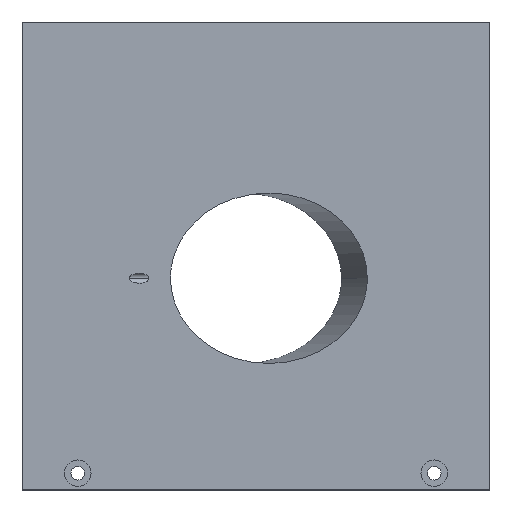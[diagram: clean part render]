
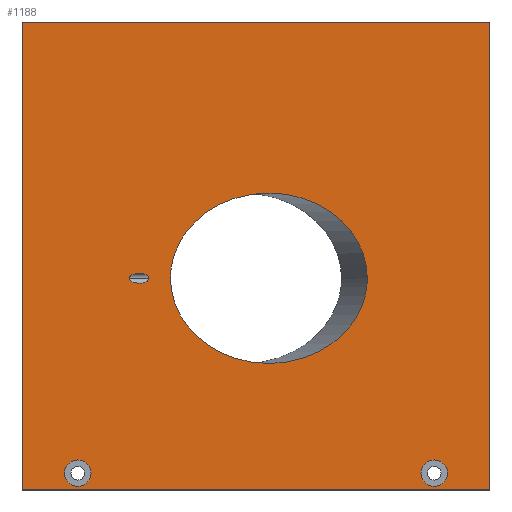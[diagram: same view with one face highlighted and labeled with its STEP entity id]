
A CAD part, top view. The second image highlights one B-rep face of the part: STEP entity #1188.
In plain terms, the highlighted planar face has unit normal (0, 0, 1).
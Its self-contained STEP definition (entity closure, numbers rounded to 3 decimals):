
#5 = ORIENTED_EDGE ( 'NONE', *, *, #1174, .F. ) ;
#6 = CARTESIAN_POINT ( 'NONE',  ( -22.778, -4., 8. ) ) ;
#19 = EDGE_CURVE ( 'NONE', #69, #368, #831, .T. ) ;
#33 = AXIS2_PLACEMENT_3D ( 'NONE', #1050, #177, #457 ) ;
#50 = FACE_OUTER_BOUND ( 'NONE', #83, .T. ) ;
#58 = FACE_BOUND ( 'NONE', #63, .T. ) ;
#63 = EDGE_LOOP ( 'NONE', ( #1173, #607 ) ) ;
#69 = VERTEX_POINT ( 'NONE', #232 ) ;
#73 = VERTEX_POINT ( 'NONE', #515 ) ;
#82 = EDGE_LOOP ( 'NONE', ( #1157, #5 ) ) ;
#83 = EDGE_LOOP ( 'NONE', ( #554, #155, #603, #912 ) ) ;
#97 = CIRCLE ( 'NONE', #570, 2.381 ) ;
#125 = VERTEX_POINT ( 'NONE', #188 ) ;
#143 = VERTEX_POINT ( 'NONE', #550 ) ;
#150 = VERTEX_POINT ( 'NONE', #1153 ) ;
#151 = CARTESIAN_POINT ( 'NONE',  ( -22.778, -4., 8. ) ) ;
#155 = ORIENTED_EDGE ( 'NONE', *, *, #513, .T. ) ;
#158 = ORIENTED_EDGE ( 'NONE', *, *, #846, .F. ) ;
#162 = DIRECTION ( 'NONE',  ( 0., -1., 0. ) ) ;
#164 = CARTESIAN_POINT ( 'NONE',  ( -19.222, -4., 8. ) ) ;
#168 = CARTESIAN_POINT ( 'NONE',  ( -29.619, -39., 8. ) ) ;
#177 = DIRECTION ( 'NONE',  ( 0., 0., 1. ) ) ;
#188 = CARTESIAN_POINT ( 'NONE',  ( -34.381, -39., 8. ) ) ;
#207 = VERTEX_POINT ( 'NONE', #877 ) ;
#232 = CARTESIAN_POINT ( 'NONE',  ( -42., 42., 8. ) ) ;
#244 = ORIENTED_EDGE ( 'NONE', *, *, #1100, .F. ) ;
#251 = FACE_BOUND ( 'NONE', #1213, .T. ) ;
#263 = FACE_BOUND ( 'NONE', #343, .T. ) ;
#268 = CARTESIAN_POINT ( 'NONE',  ( 29.619, -39., 8. ) ) ;
#271 = CARTESIAN_POINT ( 'NONE',  ( -19.222, -2.222, 8. ) ) ;
#278 = LINE ( 'NONE', #647, #651 ) ;
#311 = VERTEX_POINT ( 'NONE', #168 ) ;
#323 = VERTEX_POINT ( 'NONE', #811 ) ;
#329 = VECTOR ( 'NONE', #162, 1000. ) ;
#341 = CARTESIAN_POINT ( 'NONE',  ( 34.381, -39., 8. ) ) ;
#343 = EDGE_LOOP ( 'NONE', ( #158, #1091 ) ) ;
#346 = CARTESIAN_POINT ( 'NONE',  ( -19.222, -4., 8. ) ) ;
#368 = VERTEX_POINT ( 'NONE', #806 ) ;
#379 = EDGE_CURVE ( 'NONE', #616, #73, #621, .T. ) ;
#400 = EDGE_CURVE ( 'NONE', #411, #833, #668, .T. ) ;
#409 = DIRECTION ( 'NONE',  ( 0., 0., 1. ) ) ;
#411 = VERTEX_POINT ( 'NONE', #268 ) ;
#423 = DIRECTION ( 'NONE',  ( 1., 0., 0. ) ) ;
#436 = CARTESIAN_POINT ( 'NONE',  ( -22.778, -2.222, 8. ) ) ;
#447 = CARTESIAN_POINT ( 'NONE',  ( -42., 42., 8. ) ) ;
#452 = CARTESIAN_POINT ( 'NONE',  ( -32., -39., 8. ) ) ;
#457 = DIRECTION ( 'NONE',  ( 1., 0., 0. ) ) ;
#477 = CIRCLE ( 'NONE', #1182, 2.381 ) ;
#480 = EDGE_CURVE ( 'NONE', #150, #207, #278, .T. ) ;
#497 = CARTESIAN_POINT ( 'NONE',  ( -32., -39., 8. ) ) ;
#513 = EDGE_CURVE ( 'NONE', #207, #69, #754, .T. ) ;
#515 = CARTESIAN_POINT ( 'NONE',  ( -19.222, -4., 8. ) ) ;
#530 = CARTESIAN_POINT ( 'NONE',  ( 19.976, -34.6, 8. ) ) ;
#550 = CARTESIAN_POINT ( 'NONE',  ( -15.358, -4., 8. ) ) ;
#554 = ORIENTED_EDGE ( 'NONE', *, *, #480, .T. ) ;
#558 = AXIS2_PLACEMENT_3D ( 'NONE', #452, #928, #830 ) ;
#564 = DIRECTION ( 'NONE',  ( -1., 0., 0. ) ) ;
#570 = AXIS2_PLACEMENT_3D ( 'NONE', #497, #698, #423 ) ;
#582 =( BOUNDED_CURVE ( )  B_SPLINE_CURVE ( 3, ( #164, #271, #436, #729 ),
 .UNSPECIFIED., .F., .T. ) 
 B_SPLINE_CURVE_WITH_KNOTS ( ( 4, 4 ),
 ( 3.142, 6.283 ),
 .UNSPECIFIED. ) 
 CURVE ( )  GEOMETRIC_REPRESENTATION_ITEM ( )  RATIONAL_B_SPLINE_CURVE ( ( 1., 0.333, 0.333, 1. ) ) 
 REPRESENTATION_ITEM ( '' )  );
#584 = VECTOR ( 'NONE', #564, 1000. ) ;
#603 = ORIENTED_EDGE ( 'NONE', *, *, #19, .T. ) ;
#607 = ORIENTED_EDGE ( 'NONE', *, *, #838, .F. ) ;
#616 = VERTEX_POINT ( 'NONE', #6 ) ;
#618 = FACE_BOUND ( 'NONE', #82, .T. ) ;
#621 =( BOUNDED_CURVE ( )  B_SPLINE_CURVE ( 3, ( #151, #1001, #927, #346 ),
 .UNSPECIFIED., .F., .T. ) 
 B_SPLINE_CURVE_WITH_KNOTS ( ( 4, 4 ),
 ( 0., 3.142 ),
 .UNSPECIFIED. ) 
 CURVE ( )  GEOMETRIC_REPRESENTATION_ITEM ( )  RATIONAL_B_SPLINE_CURVE ( ( 1., 0.333, 0.333, 1. ) ) 
 REPRESENTATION_ITEM ( '' )  );
#626 = CARTESIAN_POINT ( 'NONE',  ( 0., 0., 8. ) ) ;
#634 = DIRECTION ( 'NONE',  ( 1., 0., 0. ) ) ;
#647 = CARTESIAN_POINT ( 'NONE',  ( 42., 42., 8. ) ) ;
#651 = VECTOR ( 'NONE', #1135, 1000. ) ;
#668 = CIRCLE ( 'NONE', #33, 2.381 ) ;
#695 = AXIS2_PLACEMENT_3D ( 'NONE', #626, #1222, #1210 ) ;
#698 = DIRECTION ( 'NONE',  ( 0., 0., 1. ) ) ;
#717 = VECTOR ( 'NONE', #634, 1000. ) ;
#721 = PLANE ( 'NONE',  #695 ) ;
#729 = CARTESIAN_POINT ( 'NONE',  ( -22.778, -4., 8. ) ) ;
#738 = CARTESIAN_POINT ( 'NONE',  ( 19.976, -4., 8. ) ) ;
#754 = LINE ( 'NONE', #1236, #584 ) ;
#806 = CARTESIAN_POINT ( 'NONE',  ( -42., -42., 8. ) ) ;
#811 = CARTESIAN_POINT ( 'NONE',  ( 19.976, -4., 8. ) ) ;
#812 = CARTESIAN_POINT ( 'NONE',  ( -42., -42., 8. ) ) ;
#830 = DIRECTION ( 'NONE',  ( 1., 0., 0. ) ) ;
#831 = LINE ( 'NONE', #447, #329 ) ;
#832 = CARTESIAN_POINT ( 'NONE',  ( -15.358, -4., 8. ) ) ;
#833 = VERTEX_POINT ( 'NONE', #341 ) ;
#836 = CARTESIAN_POINT ( 'NONE',  ( 19.976, 26.6, 8. ) ) ;
#838 = EDGE_CURVE ( 'NONE', #143, #323, #948, .T. ) ;
#843 = ORIENTED_EDGE ( 'NONE', *, *, #400, .F. ) ;
#846 = EDGE_CURVE ( 'NONE', #73, #616, #582, .T. ) ;
#877 = CARTESIAN_POINT ( 'NONE',  ( 42., 42., 8. ) ) ;
#891 = CARTESIAN_POINT ( 'NONE',  ( 32., -39., 8. ) ) ;
#912 = ORIENTED_EDGE ( 'NONE', *, *, #1191, .T. ) ;
#927 = CARTESIAN_POINT ( 'NONE',  ( -19.222, -5.778, 8. ) ) ;
#928 = DIRECTION ( 'NONE',  ( 0., 0., 1. ) ) ;
#948 =( BOUNDED_CURVE ( )  B_SPLINE_CURVE ( 3, ( #832, #1027, #530, #738 ),
 .UNSPECIFIED., .F., .T. ) 
 B_SPLINE_CURVE_WITH_KNOTS ( ( 4, 4 ),
 ( 3.142, 6.283 ),
 .UNSPECIFIED. ) 
 CURVE ( )  GEOMETRIC_REPRESENTATION_ITEM ( )  RATIONAL_B_SPLINE_CURVE ( ( 1., 0.333, 0.333, 1. ) ) 
 REPRESENTATION_ITEM ( '' )  );
#1001 = CARTESIAN_POINT ( 'NONE',  ( -22.778, -5.778, 8. ) ) ;
#1002 = CARTESIAN_POINT ( 'NONE',  ( 19.976, -4., 8. ) ) ;
#1018 = LINE ( 'NONE', #812, #717 ) ;
#1027 = CARTESIAN_POINT ( 'NONE',  ( -15.358, -34.6, 8. ) ) ;
#1050 = CARTESIAN_POINT ( 'NONE',  ( 32., -39., 8. ) ) ;
#1069 =( BOUNDED_CURVE ( )  B_SPLINE_CURVE ( 3, ( #1002, #836, #1127, #1106 ),
 .UNSPECIFIED., .F., .T. ) 
 B_SPLINE_CURVE_WITH_KNOTS ( ( 4, 4 ),
 ( 0., 3.142 ),
 .UNSPECIFIED. ) 
 CURVE ( )  GEOMETRIC_REPRESENTATION_ITEM ( )  RATIONAL_B_SPLINE_CURVE ( ( 1., 0.333, 0.333, 1. ) ) 
 REPRESENTATION_ITEM ( '' )  );
#1074 = DIRECTION ( 'NONE',  ( 1., 0., 0. ) ) ;
#1091 = ORIENTED_EDGE ( 'NONE', *, *, #379, .F. ) ;
#1100 = EDGE_CURVE ( 'NONE', #833, #411, #477, .T. ) ;
#1106 = CARTESIAN_POINT ( 'NONE',  ( -15.358, -4., 8. ) ) ;
#1107 = CIRCLE ( 'NONE', #558, 2.381 ) ;
#1111 = EDGE_CURVE ( 'NONE', #311, #125, #97, .T. ) ;
#1127 = CARTESIAN_POINT ( 'NONE',  ( -15.358, 26.6, 8. ) ) ;
#1135 = DIRECTION ( 'NONE',  ( 0., 1., 0. ) ) ;
#1153 = CARTESIAN_POINT ( 'NONE',  ( 42., -42., 8. ) ) ;
#1157 = ORIENTED_EDGE ( 'NONE', *, *, #1111, .F. ) ;
#1173 = ORIENTED_EDGE ( 'NONE', *, *, #1184, .F. ) ;
#1174 = EDGE_CURVE ( 'NONE', #125, #311, #1107, .T. ) ;
#1182 = AXIS2_PLACEMENT_3D ( 'NONE', #891, #409, #1074 ) ;
#1184 = EDGE_CURVE ( 'NONE', #323, #143, #1069, .T. ) ;
#1188 = ADVANCED_FACE ( 'NONE', ( #263, #58, #618, #251, #50 ), #721, .T. ) ;
#1191 = EDGE_CURVE ( 'NONE', #368, #150, #1018, .T. ) ;
#1210 = DIRECTION ( 'NONE',  ( 1., 0., 0. ) ) ;
#1213 = EDGE_LOOP ( 'NONE', ( #244, #843 ) ) ;
#1222 = DIRECTION ( 'NONE',  ( 0., 0., 1. ) ) ;
#1236 = CARTESIAN_POINT ( 'NONE',  ( -42., 42., 8. ) ) ;
